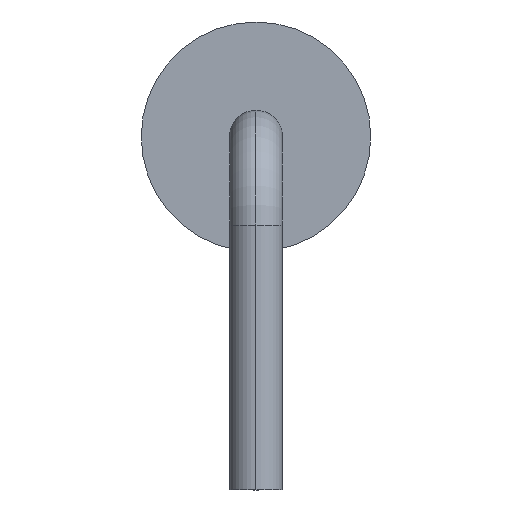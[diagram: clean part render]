
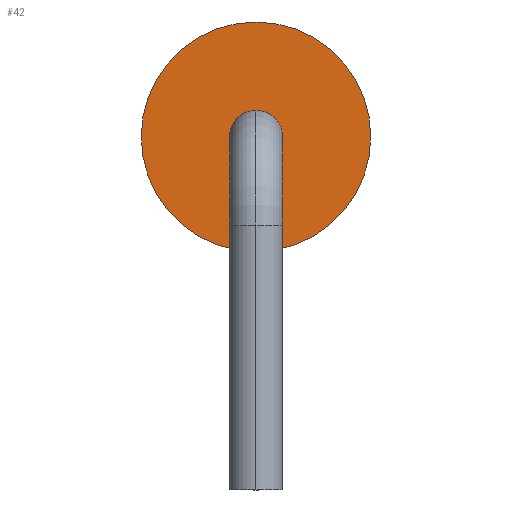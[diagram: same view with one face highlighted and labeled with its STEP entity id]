
A CAD part, left-side view. The second image highlights one B-rep face of the part: STEP entity #42.
In plain terms, the highlighted planar face has unit normal (-1, 0, 0).
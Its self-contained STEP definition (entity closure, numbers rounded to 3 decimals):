
#32 = ORIENTED_EDGE ( 'NONE', *, *, #37, .T. ) ;
#33 = ORIENTED_EDGE ( 'NONE', *, *, #56, .T. ) ;
#35 = EDGE_LOOP ( 'NONE', ( #32, #33 ) ) ;
#37 = EDGE_CURVE ( 'NONE', #51, #63, #117, .T. ) ;
#42 = ADVANCED_FACE ( 'NONE', ( #106 ), #475, .T. ) ;
#51 = VERTEX_POINT ( 'NONE', #666 ) ;
#56 = EDGE_CURVE ( 'NONE', #63, #51, #609, .T. ) ;
#63 = VERTEX_POINT ( 'NONE', #520 ) ;
#106 = FACE_OUTER_BOUND ( 'NONE', #35, .T. ) ;
#113 = DIRECTION ( 'NONE',  ( 0., 0., 1. ) ) ;
#114 = DIRECTION ( 'NONE',  ( -1., 0., 0. ) ) ;
#115 = CARTESIAN_POINT ( 'NONE',  ( -2.5, 0., 2. ) ) ;
#116 = AXIS2_PLACEMENT_3D ( 'NONE', #115, #114, #113 ) ;
#117 = CIRCLE ( 'NONE', #116, 1.3 ) ;
#475 = PLANE ( 'NONE',  #479 ) ;
#476 = DIRECTION ( 'NONE',  ( 0., 0., 1. ) ) ;
#477 = DIRECTION ( 'NONE',  ( -1., 0., 0. ) ) ;
#478 = CARTESIAN_POINT ( 'NONE',  ( -2.5, 0., 2. ) ) ;
#479 = AXIS2_PLACEMENT_3D ( 'NONE', #478, #477, #476 ) ;
#520 = CARTESIAN_POINT ( 'NONE',  ( -2.5, 0., 3.3 ) ) ;
#605 = DIRECTION ( 'NONE',  ( 0., 0., 1. ) ) ;
#606 = DIRECTION ( 'NONE',  ( -1., 0., 0. ) ) ;
#607 = CARTESIAN_POINT ( 'NONE',  ( -2.5, 0., 2. ) ) ;
#608 = AXIS2_PLACEMENT_3D ( 'NONE', #607, #606, #605 ) ;
#609 = CIRCLE ( 'NONE', #608, 1.3 ) ;
#666 = CARTESIAN_POINT ( 'NONE',  ( -2.5, 0., 0.7 ) ) ;
